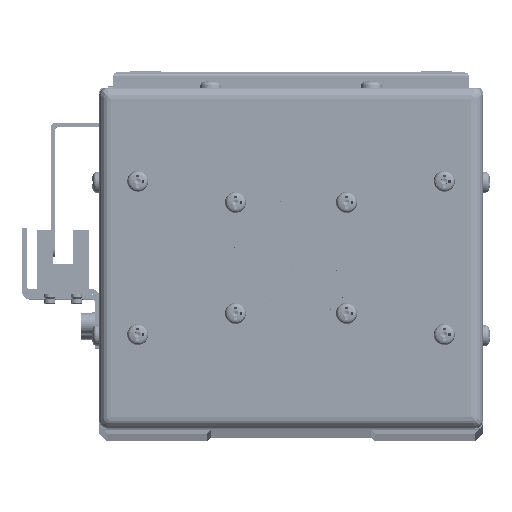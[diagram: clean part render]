
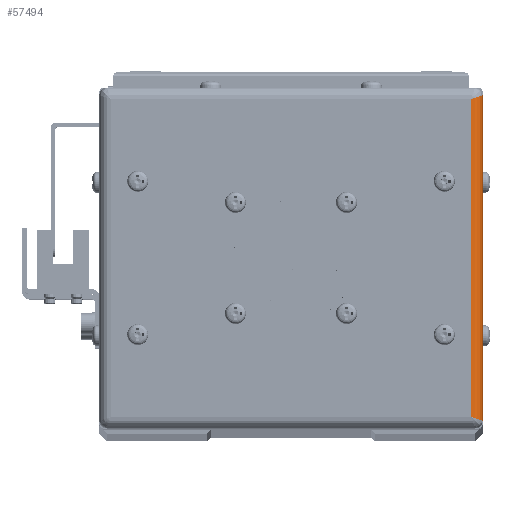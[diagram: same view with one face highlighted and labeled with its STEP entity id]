
A CAD part, top view. The second image highlights one B-rep face of the part: STEP entity #57494.
In plain terms, the highlighted cylindrical face has radius 3 mm (diameter 6 mm), a partial arc.
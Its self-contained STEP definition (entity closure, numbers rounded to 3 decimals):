
#3039 = EDGE_LOOP ( 'NONE', ( #94047, #71335, #98708, #32166 ) ) ;
#6343 = CYLINDRICAL_SURFACE ( 'NONE', #14049, 3. ) ;
#13590 = CARTESIAN_POINT ( 'NONE',  ( 47., -41.5, 2.5 ) ) ;
#14049 = AXIS2_PLACEMENT_3D ( 'NONE', #84879, #46352, #65798 ) ;
#17178 = CARTESIAN_POINT ( 'NONE',  ( 50., 42.5, -0.5 ) ) ;
#19304 = CARTESIAN_POINT ( 'NONE',  ( 47., -41.5, 2.5 ) ) ;
#19735 = CARTESIAN_POINT ( 'NONE',  ( 50., -42.5, -0.5 ) ) ;
#19932 = LINE ( 'NONE', #116089, #22990 ) ;
#20338 = VECTOR ( 'NONE', #29058, 1000. ) ;
#21193 = EDGE_CURVE ( 'NONE', #78982, #73211, #52188, .T. ) ;
#22955 = CARTESIAN_POINT ( 'NONE',  ( 50., -42.5, 1.257 ) ) ;
#22990 = VECTOR ( 'NONE', #105972, 1000. ) ;
#29058 = DIRECTION ( 'NONE',  ( 0., 1., 0. ) ) ;
#32166 = ORIENTED_EDGE ( 'NONE', *, *, #21193, .F. ) ;
#42169 = EDGE_CURVE ( 'NONE', #96685, #121243, #19932, .T. ) ;
#46352 = DIRECTION ( 'NONE',  ( 0., -1., 0. ) ) ;
#48088 = CARTESIAN_POINT ( 'NONE',  ( 47., 42.5, 2.5 ) ) ;
#52188 = LINE ( 'NONE', #48088, #20338 ) ;
#54513 = EDGE_CURVE ( 'NONE', #78982, #121243, #86721, .T. ) ;
#57203 = CARTESIAN_POINT ( 'NONE',  ( 48.757, 42.086, 2.5 ) ) ;
#57494 = ADVANCED_FACE ( 'NONE', ( #70070 ), #6343, .T. ) ;
#61894 = CARTESIAN_POINT ( 'NONE',  ( 48.757, -42.086, 2.5 ) ) ;
#65798 = DIRECTION ( 'NONE',  ( 1., 0., 0. ) ) ;
#67335 = CARTESIAN_POINT ( 'NONE',  ( 50., 42.5, -0.5 ) ) ;
#68403 = EDGE_CURVE ( 'NONE', #73211, #96685, #121309, .T. ) ;
#70070 = FACE_OUTER_BOUND ( 'NONE', #3039, .T. ) ;
#71335 = ORIENTED_EDGE ( 'NONE', *, *, #42169, .F. ) ;
#73211 = VERTEX_POINT ( 'NONE', #103612 ) ;
#78982 = VERTEX_POINT ( 'NONE', #19304 ) ;
#81401 = CARTESIAN_POINT ( 'NONE',  ( 50., -42.5, -0.5 ) ) ;
#84879 = CARTESIAN_POINT ( 'NONE',  ( 47., -42.5, -0.5 ) ) ;
#86721 =( BOUNDED_CURVE ( )  B_SPLINE_CURVE ( 3, ( #13590, #61894, #22955, #81401 ),
 .UNSPECIFIED., .F., .T. ) 
 B_SPLINE_CURVE_WITH_KNOTS ( ( 4, 4 ),
 ( 4.712, 6.283 ),
 .UNSPECIFIED. ) 
 CURVE ( )  GEOMETRIC_REPRESENTATION_ITEM ( )  RATIONAL_B_SPLINE_CURVE ( ( 1., 0.805, 0.805, 1. ) ) 
 REPRESENTATION_ITEM ( '' )  );
#94047 = ORIENTED_EDGE ( 'NONE', *, *, #54513, .T. ) ;
#96685 = VERTEX_POINT ( 'NONE', #17178 ) ;
#98708 = ORIENTED_EDGE ( 'NONE', *, *, #68403, .F. ) ;
#103612 = CARTESIAN_POINT ( 'NONE',  ( 47., 41.5, 2.5 ) ) ;
#105972 = DIRECTION ( 'NONE',  ( 0., -1., 0. ) ) ;
#115560 = CARTESIAN_POINT ( 'NONE',  ( 50., 42.5, 1.257 ) ) ;
#116089 = CARTESIAN_POINT ( 'NONE',  ( 50., -42.5, -0.5 ) ) ;
#121243 = VERTEX_POINT ( 'NONE', #19735 ) ;
#121309 =( BOUNDED_CURVE ( )  B_SPLINE_CURVE ( 3, ( #125299, #57203, #115560, #67335 ),
 .UNSPECIFIED., .F., .T. ) 
 B_SPLINE_CURVE_WITH_KNOTS ( ( 4, 4 ),
 ( 4.712, 6.283 ),
 .UNSPECIFIED. ) 
 CURVE ( )  GEOMETRIC_REPRESENTATION_ITEM ( )  RATIONAL_B_SPLINE_CURVE ( ( 1., 0.805, 0.805, 1. ) ) 
 REPRESENTATION_ITEM ( '' )  );
#125299 = CARTESIAN_POINT ( 'NONE',  ( 47., 41.5, 2.5 ) ) ;
